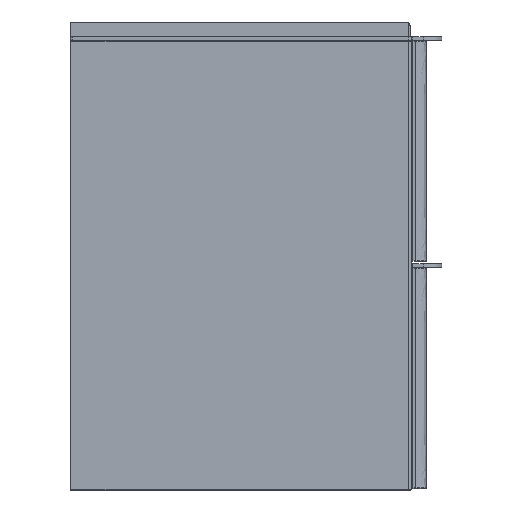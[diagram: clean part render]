
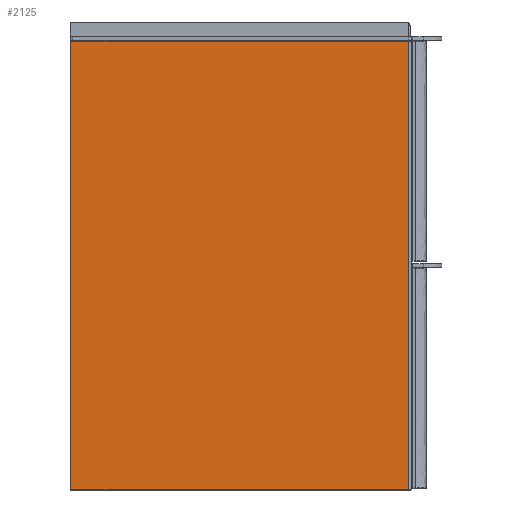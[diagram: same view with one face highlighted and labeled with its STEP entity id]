
A CAD part, front view. The second image highlights one B-rep face of the part: STEP entity #2125.
In plain terms, the highlighted planar face has unit normal (0, -1, 0).
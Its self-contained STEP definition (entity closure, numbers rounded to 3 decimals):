
#1957=CARTESIAN_POINT('Line Origine',(452.,-290.,600.)) ;
#1961=CARTESIAN_POINT('Vertex',(452.,-290.,1.)) ;
#1963=CARTESIAN_POINT('Vertex',(452.,-290.,599.)) ;
#2009=CARTESIAN_POINT('Vertex',(1.,-290.,1.)) ;
#2012=CARTESIAN_POINT('Line Origine',(455.,-290.,1.)) ;
#2049=CARTESIAN_POINT('Vertex',(1.,-290.,599.)) ;
#2052=CARTESIAN_POINT('Line Origine',(1.,-290.,0.)) ;
#2102=CARTESIAN_POINT('Line Origine',(0.,-290.,599.)) ;
#2114=CARTESIAN_POINT('Axis2P3D Location',(455.,-290.,0.)) ;
#1959=VECTOR('Line Direction',#1958,1.) ;
#2014=VECTOR('Line Direction',#2013,1.) ;
#2054=VECTOR('Line Direction',#2053,1.) ;
#2104=VECTOR('Line Direction',#2103,1.) ;
#1958=DIRECTION('Vector Direction',(0.,0.,1.)) ;
#2013=DIRECTION('Vector Direction',(1.,0.,0.)) ;
#2053=DIRECTION('Vector Direction',(0.,0.,-1.)) ;
#2103=DIRECTION('Vector Direction',(-1.,0.,0.)) ;
#2115=DIRECTION('Axis2P3D Direction',(0.,1.,0.)) ;
#2116=DIRECTION('Axis2P3D XDirection',(-1.,0.,0.)) ;
#2117=AXIS2_PLACEMENT_3D('Plane Axis2P3D',#2114,#2115,#2116) ;
#1960=LINE('Line',#1957,#1959) ;
#2015=LINE('Line',#2012,#2014) ;
#2055=LINE('Line',#2052,#2054) ;
#2105=LINE('Line',#2102,#2104) ;
#2118=PLANE('',#2117) ;
#1965=EDGE_CURVE('',#1962,#1964,#1960,.T.) ;
#2016=EDGE_CURVE('',#2010,#1962,#2015,.T.) ;
#2056=EDGE_CURVE('',#2050,#2010,#2055,.T.) ;
#2106=EDGE_CURVE('',#1964,#2050,#2105,.T.) ;
#2120=ORIENTED_EDGE('',*,*,#2056,.T.) ;
#2121=ORIENTED_EDGE('',*,*,#2016,.T.) ;
#2122=ORIENTED_EDGE('',*,*,#1965,.T.) ;
#2123=ORIENTED_EDGE('',*,*,#2106,.T.) ;
#2119=EDGE_LOOP('',(#2120,#2121,#2122,#2123)) ;
#1962=VERTEX_POINT('',#1961) ;
#1964=VERTEX_POINT('',#1963) ;
#2010=VERTEX_POINT('',#2009) ;
#2050=VERTEX_POINT('',#2049) ;
#2125=ADVANCED_FACE('FUE_Template_Product.1|WXTR_Seite links.1|WXTR_Seite links_3sh-HG-00145089_A.1|Befestigung Schattenfuge',(#2124),#2118,.F.) ;
#2124=FACE_OUTER_BOUND('',#2119,.T.) ;
